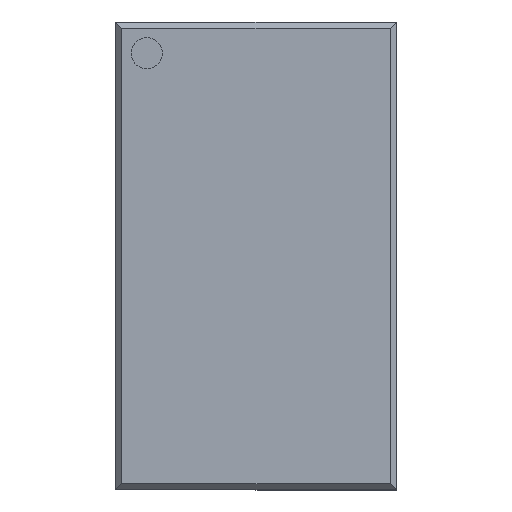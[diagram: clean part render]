
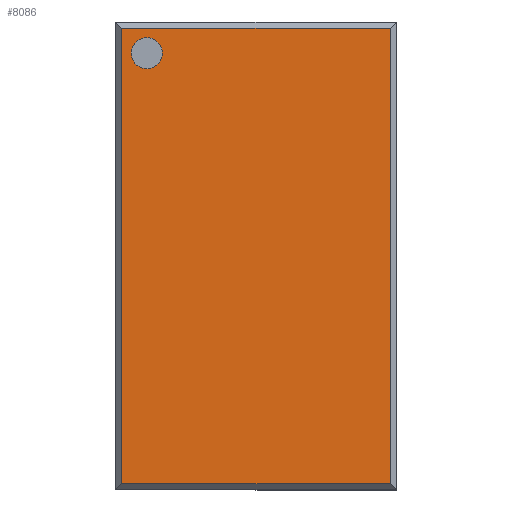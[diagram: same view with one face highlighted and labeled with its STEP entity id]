
A CAD part, top view. The second image highlights one B-rep face of the part: STEP entity #8086.
In plain terms, the highlighted planar face has unit normal (0, 0, 1).
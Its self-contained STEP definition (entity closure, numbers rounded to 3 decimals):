
#7851=CARTESIAN_POINT('',(-3.0,6.5,5.12));
#7852=VERTEX_POINT('',#7851);
#7868=CARTESIAN_POINT('',(-4.0,6.5,5.12));
#7869=VERTEX_POINT('',#7868);
#7876=CARTESIAN_POINT('',(-3.5,6.5,5.12));
#7877=DIRECTION('',(0.0,0.0,-1.0));
#7878=DIRECTION('',(1.0,0.0,0.0));
#7879=AXIS2_PLACEMENT_3D('',#7876,#7877,#7878);
#7880=CIRCLE('',#7879,0.5);
#7881=EDGE_CURVE('',#7852,#7869,#7880,.T.);
#7891=CARTESIAN_POINT('',(4.3,-7.3,5.12));
#7892=VERTEX_POINT('',#7891);
#7893=CARTESIAN_POINT('',(-4.3,-7.3,5.12));
#7894=VERTEX_POINT('',#7893);
#7895=CARTESIAN_POINT('',(4.3,-7.3,5.12));
#7896=DIRECTION('',(-1.0,0.0,0.0));
#7897=VECTOR('',#7896,8.6);
#7898=LINE('',#7895,#7897);
#7899=EDGE_CURVE('',#7892,#7894,#7898,.T.);
#7939=CARTESIAN_POINT('',(4.3,7.3,5.12));
#7940=VERTEX_POINT('',#7939);
#7947=CARTESIAN_POINT('',(4.3,7.3,5.12));
#7948=DIRECTION('',(0.0,-1.0,0.0));
#7949=VECTOR('',#7948,14.6);
#7950=LINE('',#7947,#7949);
#7951=EDGE_CURVE('',#7940,#7892,#7950,.T.);
#7962=CARTESIAN_POINT('',(-4.3,7.3,5.12));
#7963=VERTEX_POINT('',#7962);
#7964=CARTESIAN_POINT('',(-4.3,7.3,5.12));
#7965=DIRECTION('',(1.0,0.0,0.0));
#7966=VECTOR('',#7965,8.6);
#7967=LINE('',#7964,#7966);
#7968=EDGE_CURVE('',#7963,#7940,#7967,.T.);
#7993=CARTESIAN_POINT('',(-4.3,-7.3,5.12));
#7994=DIRECTION('',(0.0,1.0,0.0));
#7995=VECTOR('',#7994,14.6);
#7996=LINE('',#7993,#7995);
#7997=EDGE_CURVE('',#7894,#7963,#7996,.T.);
#8065=CARTESIAN_POINT('',(0.0,0.0,5.12));
#8066=DIRECTION('',(0.0,0.0,1.0));
#8067=DIRECTION('',(0.0,-1.0,0.0));
#8068=AXIS2_PLACEMENT_3D('',#8065,#8066,#8067);
#8069=PLANE('',#8068);
#8070=ORIENTED_EDGE('',*,*,#7899,.F.);
#8071=ORIENTED_EDGE('',*,*,#7951,.F.);
#8072=ORIENTED_EDGE('',*,*,#7968,.F.);
#8073=ORIENTED_EDGE('',*,*,#7997,.F.);
#8074=EDGE_LOOP('',(#8070,#8071,#8072,#8073));
#8075=FACE_OUTER_BOUND('',#8074,.T.);
#8076=ORIENTED_EDGE('',*,*,#7881,.T.);
#8077=CARTESIAN_POINT('',(-3.5,6.5,5.12));
#8078=DIRECTION('',(0.0,0.0,-1.0));
#8079=DIRECTION('',(1.0,0.0,0.0));
#8080=AXIS2_PLACEMENT_3D('',#8077,#8078,#8079);
#8081=CIRCLE('',#8080,0.5);
#8082=EDGE_CURVE('',#7869,#7852,#8081,.T.);
#8083=ORIENTED_EDGE('',*,*,#8082,.T.);
#8084=EDGE_LOOP('',(#8076,#8083));
#8085=FACE_BOUND('',#8084,.T.);
#8086=ADVANCED_FACE('',(#8075,#8085),#8069,.T.);
